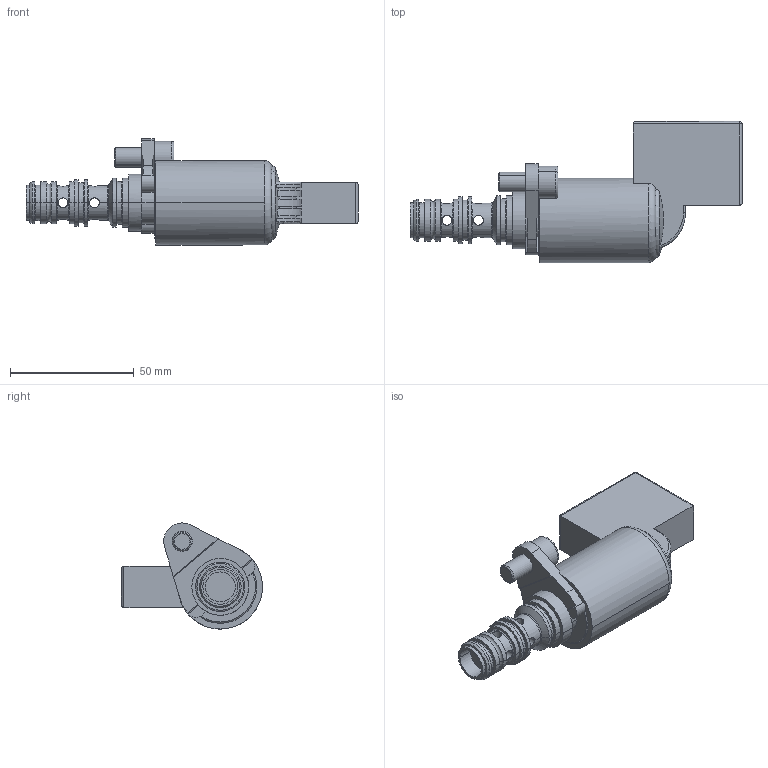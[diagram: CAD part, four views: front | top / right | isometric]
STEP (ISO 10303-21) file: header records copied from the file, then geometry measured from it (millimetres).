
FILE_DESCRIPTION((''),'2;1');
FILE_NAME('PP2P','2011-03-15T',('paro'),(''),'PRO/ENGINEER BY PARAMETRIC TECHNOLOGY CORPORATION, 2010180','PRO/ENGINEER BY PARAMETRIC TECHNOLOGY CORPORATION, 2010180','');
FILE_SCHEMA(('CONFIG_CONTROL_DESIGN'));
Length unit declared in the file: millimetre
Products named in the file (1): PP2P
Bounding box: 134.4 x 57.1 x 42.98 mm (x, y, z)
Volume: 84988.5 mm3; surface area: 19540.9 mm2
Topology: 1 solids, 2 shells, 198 faces, 488 edges, 301 vertices
Faces by surface type: cylinder 85, plane 72, torus 28, cone 10, sphere 3
Entity records: 6329 total; most frequent: CARTESIAN_POINT 1526, DIRECTION 1053, ORIENTED_EDGE 960, EDGE_CURVE 482, AXIS2_PLACEMENT_3D 425, VERTEX_POINT 297, CIRCLE 225, EDGE_LOOP 223
